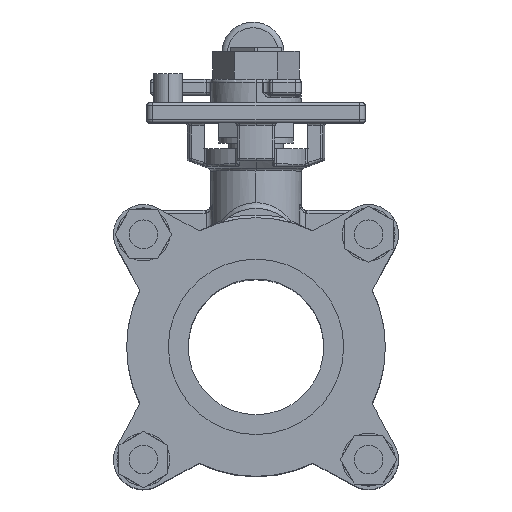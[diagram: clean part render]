
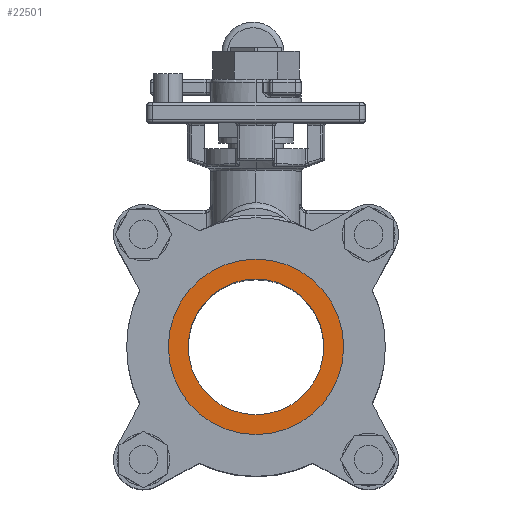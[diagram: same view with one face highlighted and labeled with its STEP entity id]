
A CAD part, top view. The second image highlights one B-rep face of the part: STEP entity #22501.
In plain terms, the highlighted planar face has unit normal (0, 0, 1).
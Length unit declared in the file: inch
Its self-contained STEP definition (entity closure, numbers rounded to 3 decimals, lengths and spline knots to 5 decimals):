
#190 = CARTESIAN_POINT ( 'NONE',  ( -1.18, 0., 4. ) ) ;
#330 = AXIS2_PLACEMENT_3D ( 'NONE', #14530, #3266, #16438 ) ;
#2136 = EDGE_CURVE ( 'NONE', #23512, #5206, #19539, .T. ) ;
#2398 = CARTESIAN_POINT ( 'NONE',  ( 0., 0., 4. ) ) ;
#3266 = DIRECTION ( 'NONE',  ( 0., 0., -1. ) ) ;
#3796 = AXIS2_PLACEMENT_3D ( 'NONE', #21479, #10141, #23351 ) ;
#4220 = CARTESIAN_POINT ( 'NONE',  ( 0., 1.525, 4. ) ) ;
#4659 = CIRCLE ( 'NONE', #17073, 1.18 ) ;
#5173 = CIRCLE ( 'NONE', #3796, 1.525 ) ;
#5206 = VERTEX_POINT ( 'NONE', #190 ) ;
#6551 = CARTESIAN_POINT ( 'NONE',  ( 0., 0., 4. ) ) ;
#6630 = AXIS2_PLACEMENT_3D ( 'NONE', #18844, #7540, #20753 ) ;
#6661 = FACE_OUTER_BOUND ( 'NONE', #12104, .T. ) ;
#7540 = DIRECTION ( 'NONE',  ( 0., 0., -1. ) ) ;
#8073 = PLANE ( 'NONE',  #23775 ) ;
#8413 = DIRECTION ( 'NONE',  ( 0., 1., 0. ) ) ;
#9975 = DIRECTION ( 'NONE',  ( 0., -1., 0. ) ) ;
#10130 = ORIENTED_EDGE ( 'NONE', *, *, #10419, .F. ) ;
#10141 = DIRECTION ( 'NONE',  ( 0., 0., -1. ) ) ;
#10419 = EDGE_CURVE ( 'NONE', #14136, #17752, #5173, .T. ) ;
#12104 = EDGE_LOOP ( 'NONE', ( #23923, #10130 ) ) ;
#13955 = EDGE_LOOP ( 'NONE', ( #20444, #23837 ) ) ;
#14136 = VERTEX_POINT ( 'NONE', #15903 ) ;
#14530 = CARTESIAN_POINT ( 'NONE',  ( 0., 0., 4. ) ) ;
#15903 = CARTESIAN_POINT ( 'NONE',  ( 0., -1.525, 4. ) ) ;
#16084 = FACE_BOUND ( 'NONE', #13955, .T. ) ;
#16438 = DIRECTION ( 'NONE',  ( 0., 1., 0. ) ) ;
#17073 = AXIS2_PLACEMENT_3D ( 'NONE', #6551, #19736, #8413 ) ;
#17293 = EDGE_CURVE ( 'NONE', #17752, #14136, #24246, .T. ) ;
#17752 = VERTEX_POINT ( 'NONE', #4220 ) ;
#18184 = CARTESIAN_POINT ( 'NONE',  ( 1.18, 0., 4. ) ) ;
#18844 = CARTESIAN_POINT ( 'NONE',  ( 0., 0., 4. ) ) ;
#19539 = CIRCLE ( 'NONE', #330, 1.18 ) ;
#19736 = DIRECTION ( 'NONE',  ( 0., 0., -1. ) ) ;
#19839 = EDGE_CURVE ( 'NONE', #5206, #23512, #4659, .T. ) ;
#20444 = ORIENTED_EDGE ( 'NONE', *, *, #19839, .T. ) ;
#20753 = DIRECTION ( 'NONE',  ( 0., 1., 0. ) ) ;
#21308 = DIRECTION ( 'NONE',  ( 0., 0., 1. ) ) ;
#21479 = CARTESIAN_POINT ( 'NONE',  ( 0., 0., 4. ) ) ;
#22501 = ADVANCED_FACE ( 'NONE', ( #16084, #6661 ), #8073, .T. ) ;
#23351 = DIRECTION ( 'NONE',  ( 0., 1., 0. ) ) ;
#23512 = VERTEX_POINT ( 'NONE', #18184 ) ;
#23775 = AXIS2_PLACEMENT_3D ( 'NONE', #2398, #21308, #9975 ) ;
#23837 = ORIENTED_EDGE ( 'NONE', *, *, #2136, .T. ) ;
#23923 = ORIENTED_EDGE ( 'NONE', *, *, #17293, .F. ) ;
#24246 = CIRCLE ( 'NONE', #6630, 1.525 ) ;
